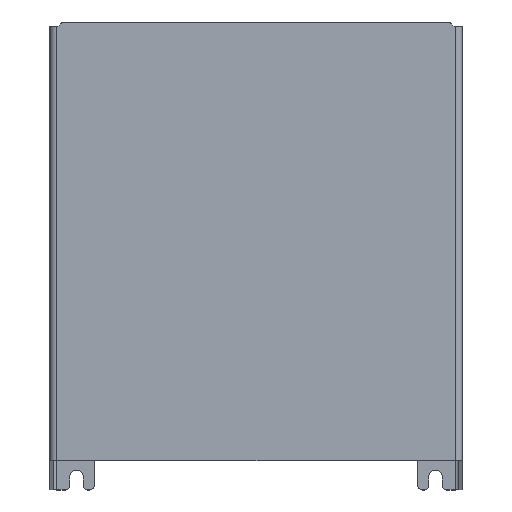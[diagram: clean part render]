
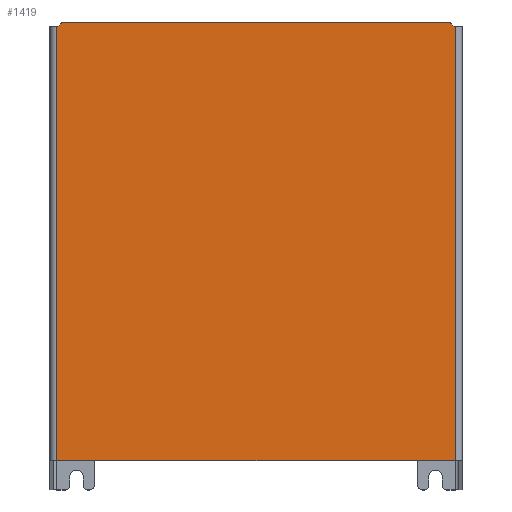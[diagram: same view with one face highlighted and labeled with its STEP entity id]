
A CAD part, top view. The second image highlights one B-rep face of the part: STEP entity #1419.
In plain terms, the highlighted planar face has unit normal (0, 0, 1).
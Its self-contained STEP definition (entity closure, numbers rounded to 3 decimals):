
#113=FACE_OUTER_BOUND('',#189,.T.);
#189=EDGE_LOOP('',(#1271,#1272,#1273,#1274,#1275,#1276,#1277,#1278,#1279,
#1280));
#241=CIRCLE('',#1531,2.5);
#242=CIRCLE('',#1533,2.5);
#260=LINE('',#2019,#410);
#264=LINE('',#2026,#414);
#303=LINE('',#2120,#453);
#390=LINE('',#2368,#540);
#391=LINE('',#2370,#541);
#393=LINE('',#2373,#543);
#394=LINE('',#2376,#544);
#400=LINE('',#2401,#550);
#410=VECTOR('',#1596,10.);
#414=VECTOR('',#1602,10.);
#453=VECTOR('',#1675,10.);
#540=VECTOR('',#1926,10.);
#541=VECTOR('',#1929,10.);
#543=VECTOR('',#1933,10.);
#544=VECTOR('',#1936,10.);
#550=VECTOR('',#1980,10.);
#561=VERTEX_POINT('',#2016);
#562=VERTEX_POINT('',#2018);
#563=VERTEX_POINT('',#2022);
#564=VERTEX_POINT('',#2024);
#600=VERTEX_POINT('',#2111);
#602=VERTEX_POINT('',#2118);
#675=VERTEX_POINT('',#2325);
#676=VERTEX_POINT('',#2329);
#681=VERTEX_POINT('',#2366);
#682=VERTEX_POINT('',#2375);
#694=EDGE_CURVE('',#561,#562,#260,.T.);
#698=EDGE_CURVE('',#564,#563,#264,.T.);
#745=EDGE_CURVE('',#600,#602,#303,.T.);
#850=EDGE_CURVE('',#562,#675,#241,.T.);
#853=EDGE_CURVE('',#676,#564,#242,.T.);
#872=EDGE_CURVE('',#681,#600,#390,.T.);
#873=EDGE_CURVE('',#675,#676,#391,.T.);
#875=EDGE_CURVE('',#681,#561,#393,.T.);
#876=EDGE_CURVE('',#563,#682,#394,.T.);
#887=EDGE_CURVE('',#682,#602,#400,.T.);
#1271=ORIENTED_EDGE('',*,*,#875,.F.);
#1272=ORIENTED_EDGE('',*,*,#872,.T.);
#1273=ORIENTED_EDGE('',*,*,#745,.T.);
#1274=ORIENTED_EDGE('',*,*,#887,.F.);
#1275=ORIENTED_EDGE('',*,*,#876,.F.);
#1276=ORIENTED_EDGE('',*,*,#698,.F.);
#1277=ORIENTED_EDGE('',*,*,#853,.F.);
#1278=ORIENTED_EDGE('',*,*,#873,.F.);
#1279=ORIENTED_EDGE('',*,*,#850,.F.);
#1280=ORIENTED_EDGE('',*,*,#694,.F.);
#1344=PLANE('',#1570);
#1419=ADVANCED_FACE('',(#113),#1344,.F.);
#1531=AXIS2_PLACEMENT_3D('',#2326,#1872,#1873);
#1533=AXIS2_PLACEMENT_3D('',#2331,#1878,#1879);
#1570=AXIS2_PLACEMENT_3D('',#2400,#1978,#1979);
#1596=DIRECTION('',(0.707,0.707,0.));
#1602=DIRECTION('',(0.707,-0.707,0.));
#1675=DIRECTION('',(1.,0.,0.));
#1872=DIRECTION('center_axis',(0.,0.,
-1.));
#1873=DIRECTION('ref_axis',(-0.383,0.924,0.));
#1878=DIRECTION('center_axis',(0.,0.,
-1.));
#1879=DIRECTION('ref_axis',(0.383,0.924,0.));
#1926=DIRECTION('',(0.,-1.,0.));
#1929=DIRECTION('',(1.,0.,0.));
#1933=DIRECTION('',(1.,0.,0.));
#1936=DIRECTION('',(1.,0.,0.));
#1978=DIRECTION('center_axis',(0.,0.,
-1.));
#1979=DIRECTION('ref_axis',(0.,-1.,0.));
#1980=DIRECTION('',(0.,-1.,0.));
#2016=CARTESIAN_POINT('',(-182.5,214.,78.));
#2018=CARTESIAN_POINT('',(-181.232,215.268,78.));
#2019=CARTESIAN_POINT('',(-182.5,214.,78.));
#2022=CARTESIAN_POINT('',(-3.5,214.,78.));
#2024=CARTESIAN_POINT('',(-4.768,215.268,78.));
#2026=CARTESIAN_POINT('',(-5.5,216.,78.));
#2111=CARTESIAN_POINT('',(-183.,18.,78.));
#2118=CARTESIAN_POINT('',(-3.,18.,78.));
#2120=CARTESIAN_POINT('',(-46.5,18.,78.));
#2325=CARTESIAN_POINT('',(-179.464,216.,78.));
#2326=CARTESIAN_POINT('Origin',(-179.464,213.5,78.));
#2329=CARTESIAN_POINT('',(-6.536,216.,78.));
#2331=CARTESIAN_POINT('Origin',(-6.536,213.5,78.));
#2366=CARTESIAN_POINT('',(-183.,214.,78.));
#2368=CARTESIAN_POINT('',(-183.,109.5,78.));
#2370=CARTESIAN_POINT('',(-180.5,216.,78.));
#2373=CARTESIAN_POINT('',(76.179,214.,78.));
#2375=CARTESIAN_POINT('',(-3.,214.,78.));
#2376=CARTESIAN_POINT('',(76.179,214.,78.));
#2400=CARTESIAN_POINT('Origin',(-93.,109.5,78.));
#2401=CARTESIAN_POINT('',(-3.,109.5,78.));
